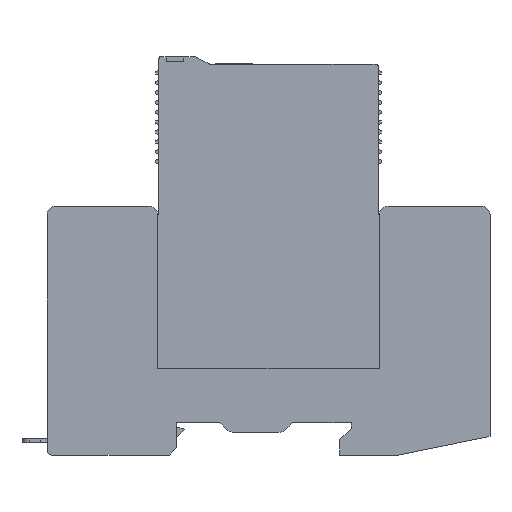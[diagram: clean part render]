
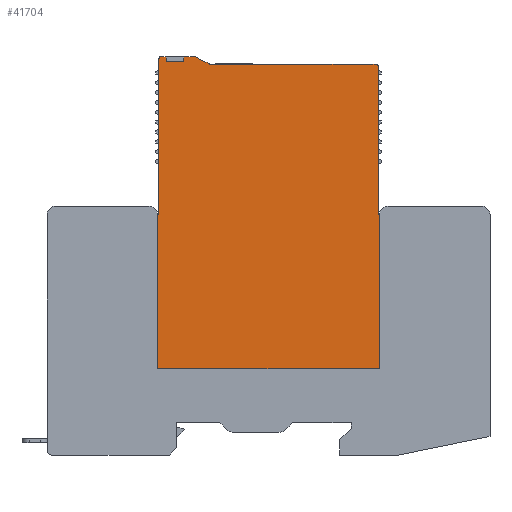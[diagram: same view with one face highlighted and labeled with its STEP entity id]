
A CAD part, front view. The second image highlights one B-rep face of the part: STEP entity #41704.
In plain terms, the highlighted planar face has unit normal (0, -1, 0).
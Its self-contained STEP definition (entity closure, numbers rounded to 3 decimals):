
#39030=DIRECTION('',(-1.,0.,0.));
#39031=VECTOR('',#39030,0.25);
#39032=CARTESIAN_POINT('',(-35.24,-22.35,
43.696));
#39033=LINE('',#39032,#39031);
#39097=DIRECTION('',(1.,0.,0.));
#39098=VECTOR('',#39097,3.5);
#39099=CARTESIAN_POINT('',(-33.747,-22.35,
74.796));
#39100=LINE('',#39099,#39098);
#39104=CARTESIAN_POINT('',(-28.04,-22.35,
74.746));
#39105=DIRECTION('',(0.,1.,0.));
#39106=DIRECTION('',(0.,0.,1.));
#39107=AXIS2_PLACEMENT_3D('',#39104,#39105,#39106);
#39112=DIRECTION('',(0.891,0.,-0.454));
#39113=VECTOR('',#39112,2.802);
#39114=CARTESIAN_POINT('',(-27.563,-22.35,
75.682));
#39115=LINE('',#39114,#39113);
#39119=CARTESIAN_POINT('',(-24.59,-22.35,
75.346));
#39120=DIRECTION('',(0.,-1.,0.));
#39121=DIRECTION('',(-0.454,0.,-0.891));
#39122=AXIS2_PLACEMENT_3D('',#39119,#39120,#39121);
#39127=DIRECTION('',(0.,0.,-1.));
#39128=VECTOR('',#39127,0.1);
#39129=CARTESIAN_POINT('',(2.36,-22.35,
74.296));
#39130=LINE('',#39129,#39128);
#39134=DIRECTION('',(1.,0.,0.));
#39135=VECTOR('',#39134,5.6);
#39136=CARTESIAN_POINT('',(2.36,-22.35,
74.196));
#39137=LINE('',#39136,#39135);
#39141=DIRECTION('',(0.,0.,1.));
#39142=VECTOR('',#39141,0.1);
#39143=CARTESIAN_POINT('',(7.96,-22.35,
74.196));
#39144=LINE('',#39143,#39142);
#39148=CARTESIAN_POINT('',(8.96,-22.35,
73.996));
#39149=DIRECTION('',(0.,1.,0.));
#39150=DIRECTION('',(0.,0.,1.));
#39151=AXIS2_PLACEMENT_3D('',#39148,#39149,#39150);
#39156=DIRECTION('',(0.,0.,1.));
#39157=VECTOR('',#39156,31.3);
#39158=CARTESIAN_POINT('',(-35.49,-22.35,
12.396));
#39159=LINE('',#39158,#39157);
#39163=CARTESIAN_POINT('',(-34.94,-22.35,
75.496));
#39164=DIRECTION('',(0.,1.,0.));
#39165=DIRECTION('',(-1.,0.,0.));
#39166=AXIS2_PLACEMENT_3D('',#39163,#39164,#39165);
#39171=DIRECTION('',(0.,0.,-1.));
#39172=VECTOR('',#39171,1.);
#39173=CARTESIAN_POINT('',(-33.747,-22.35,
75.796));
#39174=LINE('',#39173,#39172);
#39178=DIRECTION('',(0.,0.,-1.));
#39179=VECTOR('',#39178,1.);
#39180=CARTESIAN_POINT('',(-30.247,-22.35,
75.796));
#39181=LINE('',#39180,#39179);
#39206=DIRECTION('',(-1.,0.,0.));
#39207=VECTOR('',#39206,2.207);
#39208=CARTESIAN_POINT('',(-28.04,-22.35,
75.796));
#39209=LINE('',#39208,#39207);
#39241=DIRECTION('',(-1.,0.,0.));
#39242=VECTOR('',#39241,1.);
#39243=CARTESIAN_POINT('',(8.96,-22.35,
74.296));
#39244=LINE('',#39243,#39242);
#39248=DIRECTION('',(-1.,0.,0.));
#39249=VECTOR('',#39248,26.95);
#39250=CARTESIAN_POINT('',(2.36,-22.35,
74.296));
#39251=LINE('',#39250,#39249);
#39283=DIRECTION('',(0.,0.,1.));
#39284=VECTOR('',#39283,30.3);
#39285=CARTESIAN_POINT('',(9.26,-22.35,
43.696));
#39286=LINE('',#39285,#39284);
#39381=DIRECTION('',(-1.,0.,0.));
#39382=VECTOR('',#39381,0.25);
#39383=CARTESIAN_POINT('',(9.51,-22.35,
43.696));
#39384=LINE('',#39383,#39382);
#39395=DIRECTION('',(0.,0.,1.));
#39396=VECTOR('',#39395,31.3);
#39397=CARTESIAN_POINT('',(9.51,-22.35,
12.396));
#39398=LINE('',#39397,#39396);
#39409=DIRECTION('',(1.,0.,0.));
#39410=VECTOR('',#39409,45.);
#39411=CARTESIAN_POINT('',(-35.49,-22.35,
12.396));
#39412=LINE('',#39411,#39410);
#40277=DIRECTION('',(0.,0.,-1.));
#40278=VECTOR('',#40277,31.8);
#40279=CARTESIAN_POINT('',(-35.24,-22.35,
75.496));
#40280=LINE('',#40279,#40278);
#40375=DIRECTION('',(-1.,0.,0.));
#40376=VECTOR('',#40375,1.193);
#40377=CARTESIAN_POINT('',(-33.747,-22.35,
75.796));
#40378=LINE('',#40377,#40376);
#41177=CARTESIAN_POINT('',(-35.24,-22.35,
43.696));
#41178=VERTEX_POINT('',#41177);
#41179=CARTESIAN_POINT('',(-35.49,-22.35,
43.696));
#41180=VERTEX_POINT('',#41179);
#41213=CARTESIAN_POINT('',(-33.747,-22.35,
74.796));
#41214=CARTESIAN_POINT('',(-30.247,-22.35,
74.796));
#41215=VERTEX_POINT('',#41213);
#41216=VERTEX_POINT('',#41214);
#41217=CARTESIAN_POINT('',(-30.247,-22.35,
75.796));
#41218=VERTEX_POINT('',#41217);
#41219=CARTESIAN_POINT('',(-28.04,-22.35,
75.796));
#41220=VERTEX_POINT('',#41219);
#41221=CARTESIAN_POINT('',(-27.563,-22.35,
75.682));
#41222=VERTEX_POINT('',#41221);
#41223=CARTESIAN_POINT('',(-25.066,-22.35,
74.411));
#41224=VERTEX_POINT('',#41223);
#41225=CARTESIAN_POINT('',(-24.59,-22.35,
74.296));
#41226=VERTEX_POINT('',#41225);
#41227=CARTESIAN_POINT('',(2.36,-22.35,
74.296));
#41228=VERTEX_POINT('',#41227);
#41229=CARTESIAN_POINT('',(2.36,-22.35,
74.196));
#41230=VERTEX_POINT('',#41229);
#41231=CARTESIAN_POINT('',(7.96,-22.35,
74.196));
#41232=VERTEX_POINT('',#41231);
#41233=CARTESIAN_POINT('',(7.96,-22.35,
74.296));
#41234=VERTEX_POINT('',#41233);
#41235=CARTESIAN_POINT('',(8.96,-22.35,
74.296));
#41236=VERTEX_POINT('',#41235);
#41237=CARTESIAN_POINT('',(9.26,-22.35,
73.996));
#41238=VERTEX_POINT('',#41237);
#41239=CARTESIAN_POINT('',(9.26,-22.35,
43.696));
#41240=VERTEX_POINT('',#41239);
#41241=CARTESIAN_POINT('',(9.51,-22.35,
43.696));
#41242=VERTEX_POINT('',#41241);
#41243=CARTESIAN_POINT('',(9.51,-22.35,
12.396));
#41244=VERTEX_POINT('',#41243);
#41245=CARTESIAN_POINT('',(-35.49,-22.35,
12.396));
#41246=VERTEX_POINT('',#41245);
#41247=CARTESIAN_POINT('',(-35.24,-22.35,
75.496));
#41248=VERTEX_POINT('',#41247);
#41249=CARTESIAN_POINT('',(-34.94,-22.35,
75.796));
#41250=VERTEX_POINT('',#41249);
#41251=CARTESIAN_POINT('',(-33.747,-22.35,
75.796));
#41252=VERTEX_POINT('',#41251);
#41655=CARTESIAN_POINT('',(-75.735,-22.35,
64.996));
#41656=DIRECTION('',(0.,1.,0.));
#41657=DIRECTION('',(1.,0.,0.));
#41658=AXIS2_PLACEMENT_3D('',#41655,#41656,#41657);
#41659=PLANE('',#41658);
#41660=ORIENTED_EDGE('',*,*,#41645,.T.);
#41662=ORIENTED_EDGE('',*,*,#41661,.F.);
#41664=ORIENTED_EDGE('',*,*,#41663,.F.);
#41666=ORIENTED_EDGE('',*,*,#41665,.T.);
#41668=ORIENTED_EDGE('',*,*,#41667,.T.);
#41670=ORIENTED_EDGE('',*,*,#41669,.T.);
#41672=ORIENTED_EDGE('',*,*,#41671,.F.);
#41674=ORIENTED_EDGE('',*,*,#41673,.T.);
#41676=ORIENTED_EDGE('',*,*,#41675,.T.);
#41678=ORIENTED_EDGE('',*,*,#41677,.T.);
#41680=ORIENTED_EDGE('',*,*,#41679,.F.);
#41682=ORIENTED_EDGE('',*,*,#41681,.T.);
#41684=ORIENTED_EDGE('',*,*,#41683,.F.);
#41686=ORIENTED_EDGE('',*,*,#41685,.F.);
#41688=ORIENTED_EDGE('',*,*,#41687,.F.);
#41690=ORIENTED_EDGE('',*,*,#41689,.F.);
#41692=ORIENTED_EDGE('',*,*,#41691,.T.);
#41693=ORIENTED_EDGE('',*,*,#41590,.F.);
#41695=ORIENTED_EDGE('',*,*,#41694,.F.);
#41697=ORIENTED_EDGE('',*,*,#41696,.T.);
#41699=ORIENTED_EDGE('',*,*,#41698,.F.);
#41701=ORIENTED_EDGE('',*,*,#41700,.T.);
#41702=EDGE_LOOP('',(#41660,#41662,#41664,#41666,#41668,#41670,#41672,#41674,
#41676,#41678,#41680,#41682,#41684,#41686,#41688,#41690,#41692,#41693,#41695,
#41697,#41699,#41701));
#41703=FACE_OUTER_BOUND('',#41702,.F.);
#39108=CIRCLE('',#39107,1.05);
#39123=CIRCLE('',#39122,1.05);
#39152=CIRCLE('',#39151,0.3);
#39167=CIRCLE('',#39166,0.3);
#41590=EDGE_CURVE('',#41178,#41180,#39033,.T.);
#41645=EDGE_CURVE('',#41215,#41216,#39100,.T.);
#41661=EDGE_CURVE('',#41218,#41216,#39181,.T.);
#41663=EDGE_CURVE('',#41220,#41218,#39209,.T.);
#41665=EDGE_CURVE('',#41220,#41222,#39108,.T.);
#41667=EDGE_CURVE('',#41222,#41224,#39115,.T.);
#41669=EDGE_CURVE('',#41224,#41226,#39123,.T.);
#41671=EDGE_CURVE('',#41228,#41226,#39251,.T.);
#41673=EDGE_CURVE('',#41228,#41230,#39130,.T.);
#41675=EDGE_CURVE('',#41230,#41232,#39137,.T.);
#41677=EDGE_CURVE('',#41232,#41234,#39144,.T.);
#41679=EDGE_CURVE('',#41236,#41234,#39244,.T.);
#41681=EDGE_CURVE('',#41236,#41238,#39152,.T.);
#41683=EDGE_CURVE('',#41240,#41238,#39286,.T.);
#41685=EDGE_CURVE('',#41242,#41240,#39384,.T.);
#41687=EDGE_CURVE('',#41244,#41242,#39398,.T.);
#41689=EDGE_CURVE('',#41246,#41244,#39412,.T.);
#41691=EDGE_CURVE('',#41246,#41180,#39159,.T.);
#41694=EDGE_CURVE('',#41248,#41178,#40280,.T.);
#41696=EDGE_CURVE('',#41248,#41250,#39167,.T.);
#41698=EDGE_CURVE('',#41252,#41250,#40378,.T.);
#41700=EDGE_CURVE('',#41252,#41215,#39174,.T.);
#41704=ADVANCED_FACE('',(#41703),#41659,.F.);
